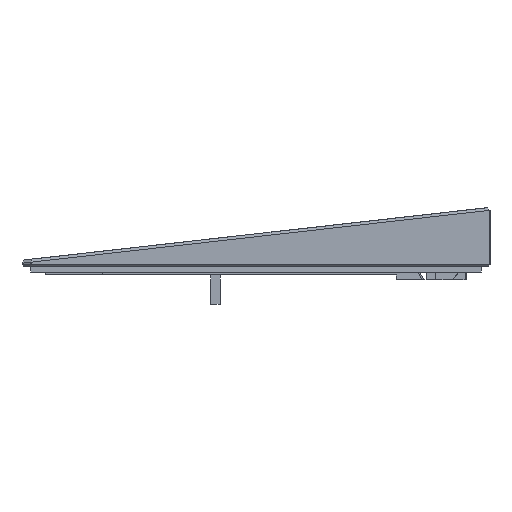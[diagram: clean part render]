
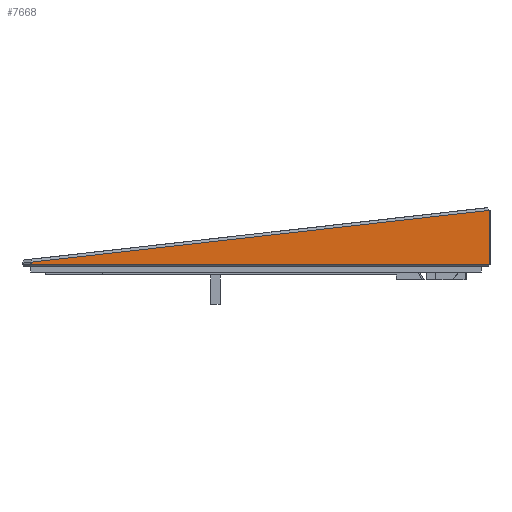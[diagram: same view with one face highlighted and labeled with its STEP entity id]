
A CAD part, left-side view. The second image highlights one B-rep face of the part: STEP entity #7668.
In plain terms, the highlighted planar face has unit normal (-1, 0, 0).
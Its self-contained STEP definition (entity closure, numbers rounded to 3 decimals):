
#949=FACE_OUTER_BOUND('',#1420,.T.);
#1420=EDGE_LOOP('',(#5819,#5820,#5821,#5822));
#1910=LINE('',#11067,#2736);
#2132=LINE('',#11589,#2958);
#2158=LINE('',#11639,#2984);
#2161=LINE('',#11644,#2987);
#2736=VECTOR('',#8905,10.);
#2958=VECTOR('',#9289,10.);
#2984=VECTOR('',#9333,10.);
#2987=VECTOR('',#9338,10.);
#3549=VERTEX_POINT('',#11057);
#3553=VERTEX_POINT('',#11065);
#3772=VERTEX_POINT('',#11588);
#3787=VERTEX_POINT('',#11638);
#4279=EDGE_CURVE('',#3553,#3549,#1910,.T.);
#4540=EDGE_CURVE('',#3549,#3772,#2132,.T.);
#4566=EDGE_CURVE('',#3772,#3787,#2158,.T.);
#4569=EDGE_CURVE('',#3787,#3553,#2161,.T.);
#5819=ORIENTED_EDGE('',*,*,#4540,.F.);
#5820=ORIENTED_EDGE('',*,*,#4279,.F.);
#5821=ORIENTED_EDGE('',*,*,#4569,.F.);
#5822=ORIENTED_EDGE('',*,*,#4566,.F.);
#7335=PLANE('',#8179);
#7668=ADVANCED_FACE('',(#949),#7335,.T.);
#8179=AXIS2_PLACEMENT_3D('',#11643,#9336,#9337);
#8905=DIRECTION('',(0.,0.,-1.));
#9289=DIRECTION('',(0.,1.,0.));
#9333=DIRECTION('',(0.,0.,1.));
#9336=DIRECTION('center_axis',(-1.,0.,0.));
#9337=DIRECTION('ref_axis',(0.,-1.,0.));
#9338=DIRECTION('',(0.,-0.994,0.112));
#11057=CARTESIAN_POINT('',(-109.48,-7.096,2.5));
#11065=CARTESIAN_POINT('',(-109.48,-7.096,21.034));
#11067=CARTESIAN_POINT('',(-109.48,-7.096,7.01));
#11588=CARTESIAN_POINT('',(-109.48,149.252,2.5));
#11589=CARTESIAN_POINT('',(-109.48,111.094,2.5));
#11638=CARTESIAN_POINT('',(-109.48,149.252,3.375));
#11639=CARTESIAN_POINT('',(-109.48,149.252,2.));
#11643=CARTESIAN_POINT('Origin',(-109.48,149.252,2.));
#11644=CARTESIAN_POINT('',(-109.48,150.963,3.182));
